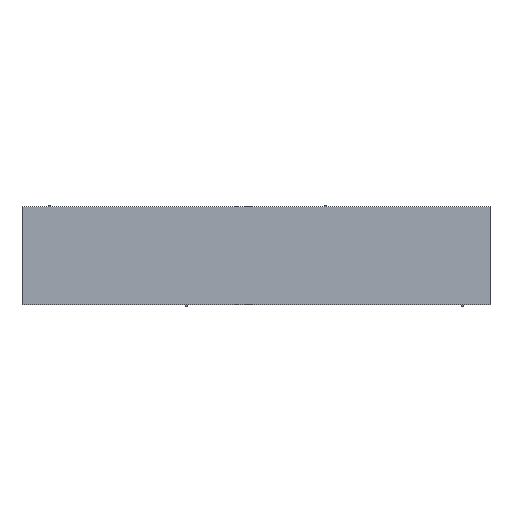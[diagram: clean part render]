
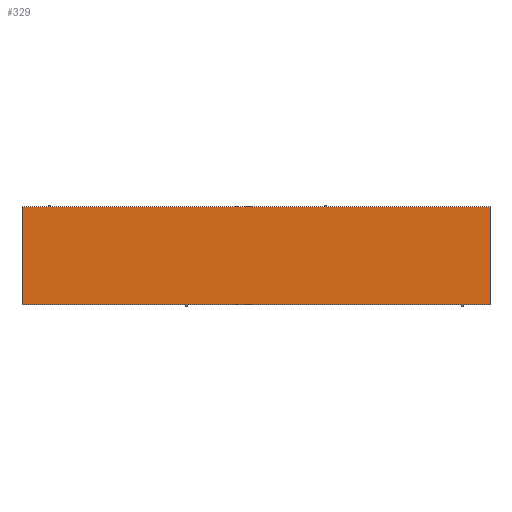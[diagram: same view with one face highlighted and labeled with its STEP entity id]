
A CAD part, top view. The second image highlights one B-rep face of the part: STEP entity #329.
In plain terms, the highlighted planar face has unit normal (0, 0, 1).
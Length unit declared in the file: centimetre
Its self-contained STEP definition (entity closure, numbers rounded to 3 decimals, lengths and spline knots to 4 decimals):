
#329=ADVANCED_FACE('',(#472),#2416,.T.);
#472=FACE_OUTER_BOUND('',#615,.T.);
#615=EDGE_LOOP('',(#1188,#1189,#1190,#1191));
#1188=ORIENTED_EDGE('',*,*,#1615,.F.);
#1189=ORIENTED_EDGE('',*,*,#1619,.F.);
#1190=ORIENTED_EDGE('',*,*,#1622,.F.);
#1191=ORIENTED_EDGE('',*,*,#1624,.F.);
#1615=EDGE_CURVE('',#2250,#2251,#1976,.T.);
#1619=EDGE_CURVE('',#2253,#2250,#1980,.T.);
#1622=EDGE_CURVE('',#2255,#2253,#1983,.T.);
#1624=EDGE_CURVE('',#2251,#2255,#1985,.T.);
#1976=B_SPLINE_CURVE_WITH_KNOTS('',1,(#3672,#3673),.UNSPECIFIED.,.F.,.F.,
(2,2),(-2100.,0.),.UNSPECIFIED.);
#1980=B_SPLINE_CURVE_WITH_KNOTS('',1,(#3680,#3681),.UNSPECIFIED.,.F.,.F.,
(2,2),(-2540.,-2100.),.UNSPECIFIED.);
#1983=B_SPLINE_CURVE_WITH_KNOTS('',1,(#3686,#3687),.UNSPECIFIED.,.F.,.F.,
(2,2),(-4640.,-2540.),.UNSPECIFIED.);
#1985=B_SPLINE_CURVE_WITH_KNOTS('',1,(#3690,#3691),.UNSPECIFIED.,.F.,.F.,
(2,2),(-5080.,-4640.),.UNSPECIFIED.);
#2250=VERTEX_POINT('',#3662);
#2251=VERTEX_POINT('',#3663);
#2253=VERTEX_POINT('',#3665);
#2255=VERTEX_POINT('',#3667);
#2416=PLANE('',#2600);
#2600=AXIS2_PLACEMENT_3D('',#3659,#2750,$);
#2750=DIRECTION('',(0.,0.,1.));
#3659=CARTESIAN_POINT('',(-73.675,0.8,70.));
#3662=CARTESIAN_POINT('',(136.325,0.8,70.));
#3663=CARTESIAN_POINT('',(-73.675,0.8,70.));
#3665=CARTESIAN_POINT('',(136.325,44.8,70.));
#3667=CARTESIAN_POINT('',(-73.675,44.8,70.));
#3672=CARTESIAN_POINT('',(136.325,0.8,70.));
#3673=CARTESIAN_POINT('',(-73.675,0.8,70.));
#3680=CARTESIAN_POINT('',(136.325,44.8,70.));
#3681=CARTESIAN_POINT('',(136.325,0.8,70.));
#3686=CARTESIAN_POINT('',(-73.675,44.8,70.));
#3687=CARTESIAN_POINT('',(136.325,44.8,70.));
#3690=CARTESIAN_POINT('',(-73.675,0.8,70.));
#3691=CARTESIAN_POINT('',(-73.675,44.8,70.));
